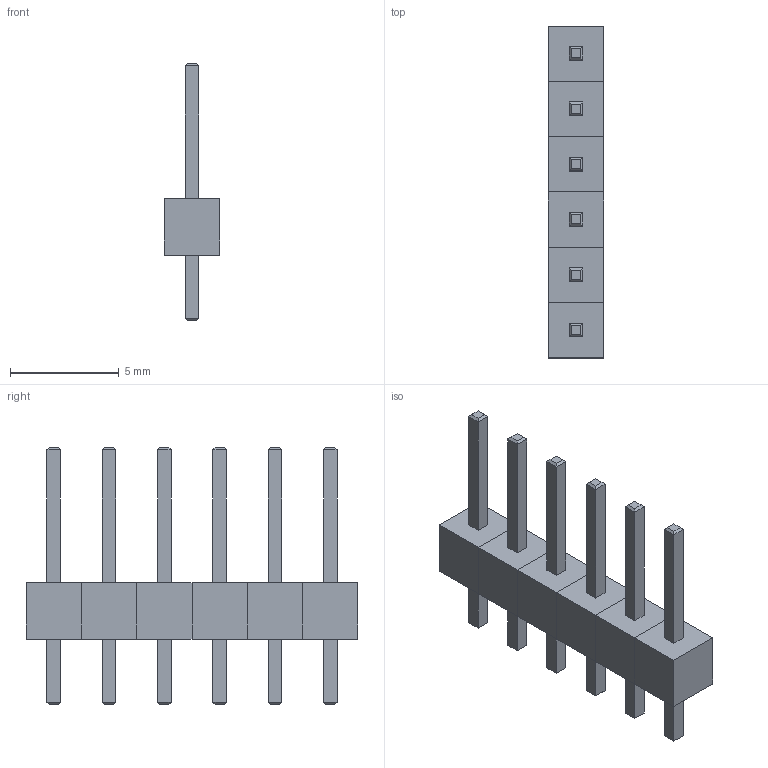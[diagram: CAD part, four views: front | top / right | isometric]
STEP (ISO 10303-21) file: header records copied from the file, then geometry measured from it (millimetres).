
FILE_DESCRIPTION(('STEP AP214'), '1');
FILE_NAME('ﾑﾍﾏ346-5ﾂﾏ21', '2019-06-25T14:33:00', ('UNSPECIFIED'), ('UNSPECIFIED'), 'ASCON STEP Converter 1.3', 'ASCON Math Kernel', '');
FILE_SCHEMA(('AUTOMOTIVE_DESIGN { 1 0 10303 214 3 1 1}'));
Length unit declared in the file: millimetre
Assembly tree (6 placements, depth 2):
  (unnamed)
    (unnamed)  x6
Bounding box: 2.54 x 15.24 x 11.8 mm (x, y, z)
Volume: 121.7 mm3; surface area: 370.9 mm2
Topology: 6 solids, 6 shells, 144 faces, 313 edges, 194 vertices
Faces by surface type: plane 144
Entity records: 1057 total; most frequent: CARTESIAN_POINT 116, DIRECTION 115, ORIENTED_EDGE 104, LINE 53, VECTOR 53, EDGE_CURVE 52, VERTEX_POINT 32, AXIS2_PLACEMENT_3D 31
